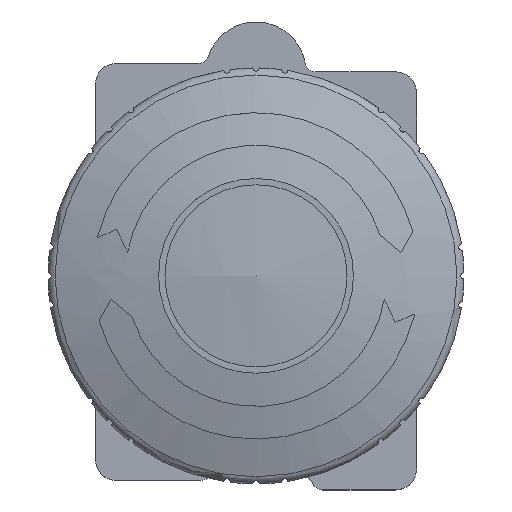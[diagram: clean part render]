
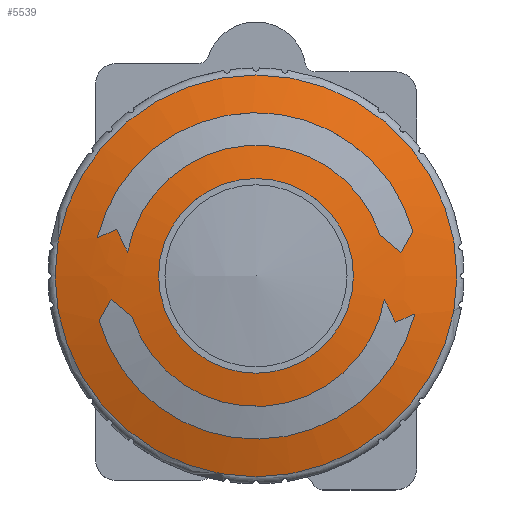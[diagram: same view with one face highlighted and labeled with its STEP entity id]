
A CAD part, top view. The second image highlights one B-rep face of the part: STEP entity #5539.
In plain terms, the highlighted spherical face has radius 57.473 mm.
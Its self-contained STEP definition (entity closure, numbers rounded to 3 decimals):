
#95=SPHERICAL_SURFACE('',#6105,57.473);
#120=FACE_BOUND('',#1685,.T.);
#121=FACE_BOUND('',#1686,.T.);
#1352=FACE_OUTER_BOUND('',#1684,.T.);
#1684=EDGE_LOOP('',(#4332,#4333,#4334,#4335,#4336,#4337));
#1685=EDGE_LOOP('',(#4338,#4339,#4340,#4341,#4342,#4343));
#1686=EDGE_LOOP('',(#4344,#4345,#4346,#4347,#4348,#4349));
#2019=CIRCLE('',#5981,56.48);
#2020=CIRCLE('',#5983,56.428);
#2021=CIRCLE('',#5985,56.714);
#2022=CIRCLE('',#5987,56.587);
#2031=CIRCLE('',#6001,12.4);
#2032=CIRCLE('',#6003,56.48);
#2033=CIRCLE('',#6005,56.428);
#2034=CIRCLE('',#6007,15.5);
#2036=CIRCLE('',#6010,19.082);
#2037=CIRCLE('',#6011,19.082);
#2050=CIRCLE('',#6025,15.5);
#2051=CIRCLE('',#6027,56.714);
#2052=CIRCLE('',#6029,56.587);
#2053=CIRCLE('',#6031,12.4);
#2054=CIRCLE('',#6033,9.25);
#2055=CIRCLE('',#6034,9.25);
#2095=CIRCLE('',#6106,57.473);
#2354=VERTEX_POINT('',#9036);
#2355=VERTEX_POINT('',#9038);
#2356=VERTEX_POINT('',#9042);
#2357=VERTEX_POINT('',#9046);
#2358=VERTEX_POINT('',#9048);
#2359=VERTEX_POINT('',#9052);
#2380=VERTEX_POINT('',#9248);
#2381=VERTEX_POINT('',#9252);
#2382=VERTEX_POINT('',#9256);
#2384=VERTEX_POINT('',#9285);
#2385=VERTEX_POINT('',#9287);
#2401=VERTEX_POINT('',#9604);
#2402=VERTEX_POINT('',#9608);
#2403=VERTEX_POINT('',#9612);
#2404=VERTEX_POINT('',#9618);
#2405=VERTEX_POINT('',#9619);
#2992=EDGE_CURVE('',#2354,#2355,#2019,.T.);
#2994=EDGE_CURVE('',#2355,#2356,#2020,.T.);
#2997=EDGE_CURVE('',#2357,#2358,#2021,.T.);
#2999=EDGE_CURVE('',#2358,#2359,#2022,.T.);
#3021=EDGE_CURVE('',#2359,#2380,#2031,.T.);
#3023=EDGE_CURVE('',#2380,#2381,#2032,.T.);
#3025=EDGE_CURVE('',#2381,#2382,#2033,.T.);
#3027=EDGE_CURVE('',#2382,#2357,#2034,.F.);
#3030=EDGE_CURVE('',#2384,#2385,#2036,.T.);
#3031=EDGE_CURVE('',#2385,#2384,#2037,.T.);
#3052=EDGE_CURVE('',#2356,#2401,#2050,.F.);
#3054=EDGE_CURVE('',#2401,#2402,#2051,.T.);
#3056=EDGE_CURVE('',#2402,#2403,#2052,.T.);
#3058=EDGE_CURVE('',#2403,#2354,#2053,.T.);
#3059=EDGE_CURVE('',#2404,#2405,#2054,.F.);
#3061=EDGE_CURVE('',#2405,#2404,#2055,.F.);
#3115=EDGE_CURVE('',#2385,#2404,#2095,.T.);
#4332=ORIENTED_EDGE('',*,*,#3030,.F.);
#4333=ORIENTED_EDGE('',*,*,#3031,.F.);
#4334=ORIENTED_EDGE('',*,*,#3115,.T.);
#4335=ORIENTED_EDGE('',*,*,#3061,.F.);
#4336=ORIENTED_EDGE('',*,*,#3059,.F.);
#4337=ORIENTED_EDGE('',*,*,#3115,.F.);
#4338=ORIENTED_EDGE('',*,*,#3021,.F.);
#4339=ORIENTED_EDGE('',*,*,#2999,.F.);
#4340=ORIENTED_EDGE('',*,*,#2997,.F.);
#4341=ORIENTED_EDGE('',*,*,#3027,.F.);
#4342=ORIENTED_EDGE('',*,*,#3025,.F.);
#4343=ORIENTED_EDGE('',*,*,#3023,.F.);
#4344=ORIENTED_EDGE('',*,*,#3052,.F.);
#4345=ORIENTED_EDGE('',*,*,#2994,.F.);
#4346=ORIENTED_EDGE('',*,*,#2992,.F.);
#4347=ORIENTED_EDGE('',*,*,#3058,.F.);
#4348=ORIENTED_EDGE('',*,*,#3056,.F.);
#4349=ORIENTED_EDGE('',*,*,#3054,.F.);
#5539=ADVANCED_FACE('',(#1352,#120,#121),#95,.T.);
#5981=AXIS2_PLACEMENT_3D('',#9039,#6975,#6976);
#5983=AXIS2_PLACEMENT_3D('',#9043,#6980,#6981);
#5985=AXIS2_PLACEMENT_3D('',#9049,#6986,#6987);
#5987=AXIS2_PLACEMENT_3D('',#9053,#6991,#6992);
#6001=AXIS2_PLACEMENT_3D('',#9249,#7028,#7029);
#6003=AXIS2_PLACEMENT_3D('',#9253,#7033,#7034);
#6005=AXIS2_PLACEMENT_3D('',#9257,#7038,#7039);
#6007=AXIS2_PLACEMENT_3D('',#9260,#7043,#7044);
#6010=AXIS2_PLACEMENT_3D('',#9288,#7049,#7050);
#6011=AXIS2_PLACEMENT_3D('',#9289,#7051,#7052);
#6025=AXIS2_PLACEMENT_3D('',#9605,#7079,#7080);
#6027=AXIS2_PLACEMENT_3D('',#9609,#7084,#7085);
#6029=AXIS2_PLACEMENT_3D('',#9613,#7089,#7090);
#6031=AXIS2_PLACEMENT_3D('',#9616,#7094,#7095);
#6033=AXIS2_PLACEMENT_3D('',#9620,#7098,#7099);
#6034=AXIS2_PLACEMENT_3D('',#9622,#7101,#7102);
#6105=AXIS2_PLACEMENT_3D('',#9729,#7257,#7258);
#6106=AXIS2_PLACEMENT_3D('',#9730,#7259,#7260);
#6975=DIRECTION('center_axis',(0.645,0.764,0.));
#6976=DIRECTION('ref_axis',(0.123,-0.104,0.987));
#6980=DIRECTION('center_axis',(-0.87,0.493,0.));
#6981=DIRECTION('ref_axis',(0.096,0.17,0.981));
#6986=DIRECTION('center_axis',(0.395,-0.919,0.));
#6987=DIRECTION('ref_axis',(0.169,0.073,0.983));
#6991=DIRECTION('center_axis',(-0.901,-0.433,0.));
#6992=DIRECTION('ref_axis',(0.056,-0.116,0.992));
#7028=DIRECTION('center_axis',(0.,0.,
-1.));
#7029=DIRECTION('ref_axis',(0.,-1.,0.));
#7033=DIRECTION('center_axis',(-0.645,-0.764,0.));
#7034=DIRECTION('ref_axis',(-0.123,0.104,0.987));
#7038=DIRECTION('center_axis',(0.87,-0.493,0.));
#7039=DIRECTION('ref_axis',(-0.096,-0.17,0.981));
#7043=DIRECTION('center_axis',(0.,0.,
-1.));
#7044=DIRECTION('ref_axis',(0.,-1.,0.));
#7049=DIRECTION('center_axis',(0.,0.,
-1.));
#7050=DIRECTION('ref_axis',(0.,-1.,0.));
#7051=DIRECTION('center_axis',(0.,0.,
-1.));
#7052=DIRECTION('ref_axis',(0.,1.,0.));
#7079=DIRECTION('center_axis',(0.,0.,
-1.));
#7080=DIRECTION('ref_axis',(0.,-1.,0.));
#7084=DIRECTION('center_axis',(-0.395,0.919,0.));
#7085=DIRECTION('ref_axis',(-0.169,-0.073,0.983));
#7089=DIRECTION('center_axis',(0.901,0.433,0.));
#7090=DIRECTION('ref_axis',(-0.056,0.116,0.992));
#7094=DIRECTION('center_axis',(0.,0.,
-1.));
#7095=DIRECTION('ref_axis',(0.,-1.,0.));
#7098=DIRECTION('center_axis',(0.,0.,
-1.));
#7099=DIRECTION('ref_axis',(0.,-1.,0.));
#7101=DIRECTION('center_axis',(0.,0.,
-1.));
#7102=DIRECTION('ref_axis',(0.,-1.,0.));
#7257=DIRECTION('center_axis',(0.,0.,1.));
#7258=DIRECTION('ref_axis',(1.,0.,0.));
#7259=DIRECTION('center_axis',(0.,1.,0.));
#7260=DIRECTION('ref_axis',(-1.,0.,0.));
#9036=CARTESIAN_POINT('',(12.588,13.352,29.139));
#9038=CARTESIAN_POINT('',(14.6,11.654,28.774));
#9039=CARTESIAN_POINT('Origin',(7.669,17.507,-26.972));
#9042=CARTESIAN_POINT('',(15.737,13.662,28.363));
#9043=CARTESIAN_POINT('Origin',(10.299,4.054,-26.974));
#9046=CARTESIAN_POINT('',(15.902,5.788,28.363));
#9048=CARTESIAN_POINT('',(14.065,4.998,28.774));
#9049=CARTESIAN_POINT('Origin',(4.501,0.883,-26.976));
#9052=CARTESIAN_POINT('',(13.025,7.161,29.139));
#9053=CARTESIAN_POINT('Origin',(9.861,13.748,-26.974));
#9248=CARTESIAN_POINT('',(-10.926,5.47,29.139));
#9249=CARTESIAN_POINT('Origin',(0.831,9.411,29.139));
#9252=CARTESIAN_POINT('',(-12.937,7.169,28.774));
#9253=CARTESIAN_POINT('Origin',(-6.006,1.316,-26.972));
#9256=CARTESIAN_POINT('',(-14.074,5.16,28.363));
#9257=CARTESIAN_POINT('Origin',(-8.636,14.768,-26.974));
#9260=CARTESIAN_POINT('Origin',(0.831,9.411,28.363));
#9285=CARTESIAN_POINT('',(19.913,9.411,27.233));
#9287=CARTESIAN_POINT('',(-18.251,9.411,27.233));
#9288=CARTESIAN_POINT('Origin',(0.831,9.411,27.233));
#9289=CARTESIAN_POINT('Origin',(0.831,9.411,27.233));
#9604=CARTESIAN_POINT('',(-14.239,13.034,28.363));
#9605=CARTESIAN_POINT('Origin',(0.831,9.411,28.363));
#9608=CARTESIAN_POINT('',(-12.402,13.825,28.774));
#9609=CARTESIAN_POINT('Origin',(-2.839,17.939,-26.976));
#9612=CARTESIAN_POINT('',(-11.363,11.661,29.139));
#9613=CARTESIAN_POINT('Origin',(-8.198,5.074,-26.974));
#9616=CARTESIAN_POINT('Origin',(0.831,9.411,29.139));
#9618=CARTESIAN_POINT('',(-8.419,9.411,29.744));
#9619=CARTESIAN_POINT('',(10.081,9.411,29.744));
#9620=CARTESIAN_POINT('Origin',(0.831,9.411,29.744));
#9622=CARTESIAN_POINT('Origin',(0.831,9.411,29.744));
#9729=CARTESIAN_POINT('Origin',(0.831,9.411,-26.98));
#9730=CARTESIAN_POINT('Origin',(0.831,9.411,-26.98));
